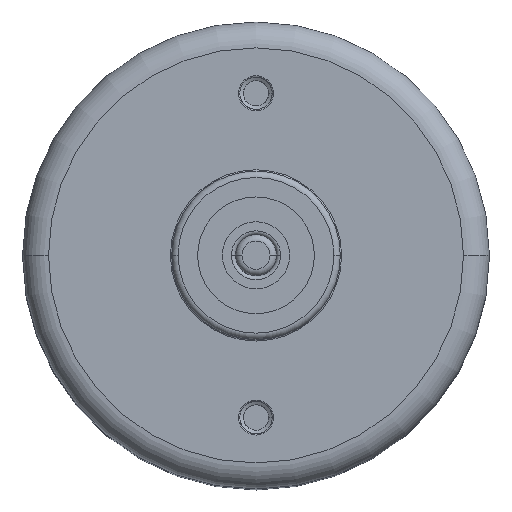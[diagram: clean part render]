
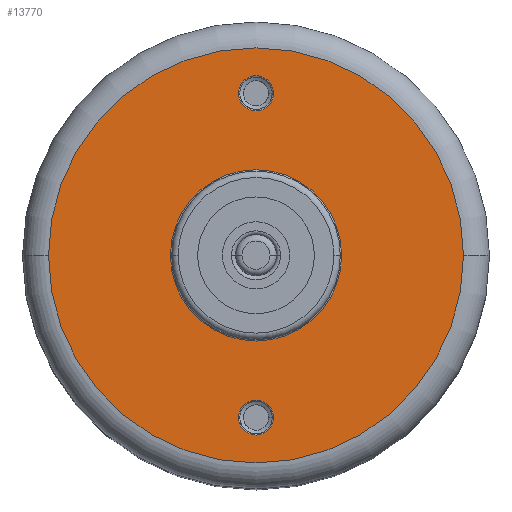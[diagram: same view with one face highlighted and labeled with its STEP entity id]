
A CAD part, top view. The second image highlights one B-rep face of the part: STEP entity #13770.
In plain terms, the highlighted face is planar.
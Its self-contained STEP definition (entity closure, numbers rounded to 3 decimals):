
#859 = DIRECTION ( 'NONE',  ( -1., 0., 0. ) ) ;
#1415 = EDGE_CURVE ( 'NONE', #8681, #6954, #21141, .T. ) ;
#1722 = ORIENTED_EDGE ( 'NONE', *, *, #36292, .T. ) ;
#1909 = CARTESIAN_POINT ( 'NONE',  ( 25., 0., 0. ) ) ;
#3142 = DIRECTION ( 'NONE',  ( 0., 0., 1. ) ) ;
#4540 = CARTESIAN_POINT ( 'NONE',  ( 25., 12.5, 0. ) ) ;
#5325 = AXIS2_PLACEMENT_3D ( 'NONE', #4540, #27221, #26183 ) ;
#6242 = AXIS2_PLACEMENT_3D ( 'NONE', #56576, #24496, #36305 ) ;
#6908 = EDGE_LOOP ( 'NONE', ( #26866, #36427 ) ) ;
#6954 = VERTEX_POINT ( 'NONE', #36169 ) ;
#7202 = EDGE_LOOP ( 'NONE', ( #23457, #48110 ) ) ;
#7768 = VERTEX_POINT ( 'NONE', #23692 ) ;
#8156 = CARTESIAN_POINT ( 'NONE',  ( 25., -12.5, 1.35 ) ) ;
#8356 = DIRECTION ( 'NONE',  ( 0., 0., 1. ) ) ;
#8681 = VERTEX_POINT ( 'NONE', #29959 ) ;
#8729 = ORIENTED_EDGE ( 'NONE', *, *, #42374, .T. ) ;
#8879 = CARTESIAN_POINT ( 'NONE',  ( 25., 0., -6.6 ) ) ;
#9431 = CARTESIAN_POINT ( 'NONE',  ( 25., 12.5, 1.35 ) ) ;
#10335 = CARTESIAN_POINT ( 'NONE',  ( 25., 0., 0. ) ) ;
#10545 = DIRECTION ( 'NONE',  ( -1., 0., 0. ) ) ;
#13770 = ADVANCED_FACE ( 'NONE', ( #34917, #66319, #18878, #61782 ), #30021, .F. ) ;
#14318 = DIRECTION ( 'NONE',  ( -1., 0., 0. ) ) ;
#15503 = CIRCLE ( 'NONE', #54507, 6.6 ) ;
#15554 = AXIS2_PLACEMENT_3D ( 'NONE', #52396, #10545, #20345 ) ;
#15915 = DIRECTION ( 'NONE',  ( -1., 0., 0. ) ) ;
#16866 = EDGE_LOOP ( 'NONE', ( #1722, #8729 ) ) ;
#18866 = CARTESIAN_POINT ( 'NONE',  ( 25., -12.5, -1.35 ) ) ;
#18878 = FACE_BOUND ( 'NONE', #16866, .T. ) ;
#20345 = DIRECTION ( 'NONE',  ( 0., 0., 1. ) ) ;
#21141 = CIRCLE ( 'NONE', #55646, 16. ) ;
#22089 = CIRCLE ( 'NONE', #5325, 1.35 ) ;
#23171 = VERTEX_POINT ( 'NONE', #8156 ) ;
#23457 = ORIENTED_EDGE ( 'NONE', *, *, #1415, .F. ) ;
#23692 = CARTESIAN_POINT ( 'NONE',  ( 25., 0., 6.6 ) ) ;
#24496 = DIRECTION ( 'NONE',  ( -1., 0., 0. ) ) ;
#24615 = CARTESIAN_POINT ( 'NONE',  ( 25., 0., 0. ) ) ;
#25728 = ORIENTED_EDGE ( 'NONE', *, *, #32456, .T. ) ;
#26183 = DIRECTION ( 'NONE',  ( 0., 0., 1. ) ) ;
#26450 = EDGE_CURVE ( 'NONE', #23171, #43451, #40095, .T. ) ;
#26866 = ORIENTED_EDGE ( 'NONE', *, *, #26450, .T. ) ;
#26959 = AXIS2_PLACEMENT_3D ( 'NONE', #62104, #14318, #3142 ) ;
#27221 = DIRECTION ( 'NONE',  ( -1., 0., 0. ) ) ;
#27850 = AXIS2_PLACEMENT_3D ( 'NONE', #49293, #33261, #55941 ) ;
#29192 = CIRCLE ( 'NONE', #59260, 1.35 ) ;
#29959 = CARTESIAN_POINT ( 'NONE',  ( 25., 0., 16. ) ) ;
#30021 = PLANE ( 'NONE',  #26959 ) ;
#31033 = VERTEX_POINT ( 'NONE', #48721 ) ;
#32284 = DIRECTION ( 'NONE',  ( 0., 0., 1. ) ) ;
#32456 = EDGE_CURVE ( 'NONE', #7768, #39182, #53955, .T. ) ;
#33261 = DIRECTION ( 'NONE',  ( -1., 0., 0. ) ) ;
#34618 = EDGE_CURVE ( 'NONE', #43451, #23171, #48557, .T. ) ;
#34917 = FACE_BOUND ( 'NONE', #57376, .T. ) ;
#36169 = CARTESIAN_POINT ( 'NONE',  ( 25., 0., -16. ) ) ;
#36292 = EDGE_CURVE ( 'NONE', #59540, #31033, #22089, .T. ) ;
#36305 = DIRECTION ( 'NONE',  ( 0., 0., 1. ) ) ;
#36427 = ORIENTED_EDGE ( 'NONE', *, *, #34618, .T. ) ;
#38010 = EDGE_CURVE ( 'NONE', #39182, #7768, #15503, .T. ) ;
#39182 = VERTEX_POINT ( 'NONE', #8879 ) ;
#39992 = EDGE_CURVE ( 'NONE', #6954, #8681, #63440, .T. ) ;
#40072 = CARTESIAN_POINT ( 'NONE',  ( 25., 12.5, 0. ) ) ;
#40095 = CIRCLE ( 'NONE', #27850, 1.35 ) ;
#42374 = EDGE_CURVE ( 'NONE', #31033, #59540, #29192, .T. ) ;
#43451 = VERTEX_POINT ( 'NONE', #18866 ) ;
#46550 = DIRECTION ( 'NONE',  ( 0., 0., 1. ) ) ;
#47974 = DIRECTION ( 'NONE',  ( 0., 0., 1. ) ) ;
#48110 = ORIENTED_EDGE ( 'NONE', *, *, #39992, .F. ) ;
#48557 = CIRCLE ( 'NONE', #6242, 1.35 ) ;
#48721 = CARTESIAN_POINT ( 'NONE',  ( 25., 12.5, -1.35 ) ) ;
#49293 = CARTESIAN_POINT ( 'NONE',  ( 25., -12.5, 0. ) ) ;
#52396 = CARTESIAN_POINT ( 'NONE',  ( 25., 0., 0. ) ) ;
#53146 = ORIENTED_EDGE ( 'NONE', *, *, #38010, .T. ) ;
#53955 = CIRCLE ( 'NONE', #67341, 6.6 ) ;
#54507 = AXIS2_PLACEMENT_3D ( 'NONE', #1909, #859, #32284 ) ;
#55646 = AXIS2_PLACEMENT_3D ( 'NONE', #24615, #57386, #46550 ) ;
#55941 = DIRECTION ( 'NONE',  ( 0., 0., 1. ) ) ;
#56576 = CARTESIAN_POINT ( 'NONE',  ( 25., -12.5, 0. ) ) ;
#57376 = EDGE_LOOP ( 'NONE', ( #25728, #53146 ) ) ;
#57386 = DIRECTION ( 'NONE',  ( -1., 0., 0. ) ) ;
#59260 = AXIS2_PLACEMENT_3D ( 'NONE', #40072, #67293, #8356 ) ;
#59540 = VERTEX_POINT ( 'NONE', #9431 ) ;
#61782 = FACE_OUTER_BOUND ( 'NONE', #7202, .T. ) ;
#62104 = CARTESIAN_POINT ( 'NONE',  ( 25., 6.5, 0. ) ) ;
#63440 = CIRCLE ( 'NONE', #15554, 16. ) ;
#66319 = FACE_BOUND ( 'NONE', #6908, .T. ) ;
#67293 = DIRECTION ( 'NONE',  ( -1., 0., 0. ) ) ;
#67341 = AXIS2_PLACEMENT_3D ( 'NONE', #10335, #15915, #47974 ) ;
